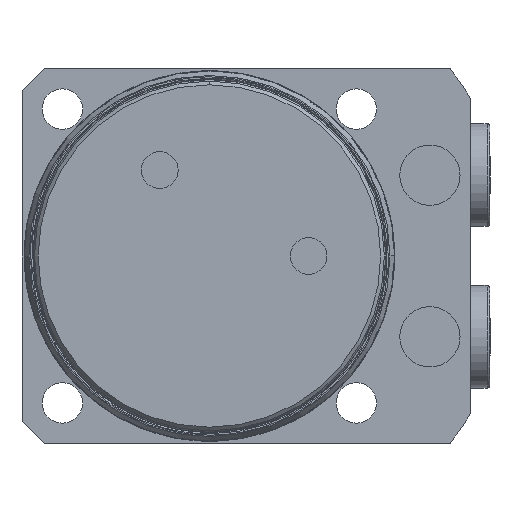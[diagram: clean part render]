
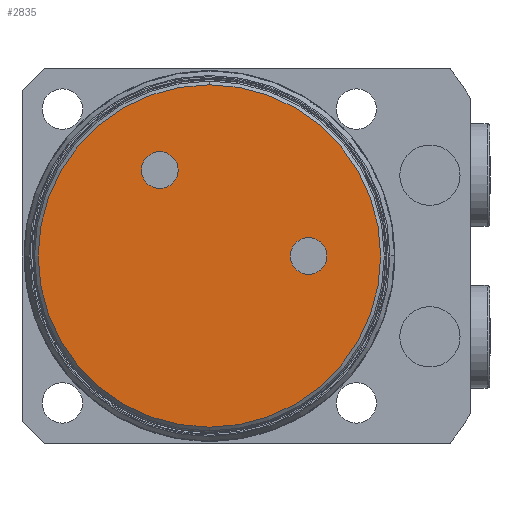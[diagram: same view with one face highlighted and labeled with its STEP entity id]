
A CAD part, front view. The second image highlights one B-rep face of the part: STEP entity #2835.
In plain terms, the highlighted planar face has unit normal (0, -1, 0).
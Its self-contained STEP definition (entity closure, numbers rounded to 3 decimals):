
#477 = AXIS2_PLACEMENT_3D ( 'NONE', #9318, #9319, #9320 ) ;
#478 = AXIS2_PLACEMENT_3D ( 'NONE', #9322, #9323, #9324 ) ;
#500 = AXIS2_PLACEMENT_3D ( 'NONE', #9315, #9316, #9317 ) ;
#2114 = VERTEX_POINT ( 'NONE', #4681 ) ;
#2151 = VERTEX_POINT ( 'NONE', #4637 ) ;
#2152 = VERTEX_POINT ( 'NONE', #4636 ) ;
#2233 = VERTEX_POINT ( 'NONE', #4542 ) ;
#2294 = VERTEX_POINT ( 'NONE', #7294 ) ;
#2295 = VERTEX_POINT ( 'NONE', #7293 ) ;
#2439 = EDGE_LOOP ( 'NONE', ( #9952, #9953 ) ) ;
#2441 = EDGE_LOOP ( 'NONE', ( #9950, #9951 ) ) ;
#2447 = EDGE_LOOP ( 'NONE', ( #9954, #9955 ) ) ;
#2835 = ADVANCED_FACE ( 'NONE', ( #8597, #8593, #8591 ), #6238, .F. ) ;
#3596 = CIRCLE ( 'NONE', #8697, 2.5 ) ;
#3987 = CIRCLE ( 'NONE', #478, 23.3 ) ;
#3988 = CIRCLE ( 'NONE', #477, 2.5 ) ;
#3989 = CIRCLE ( 'NONE', #500, 2.5 ) ;
#4432 = DIRECTION ( 'NONE',  ( 0., 0., -1. ) ) ;
#4433 = DIRECTION ( 'NONE',  ( 0., -1., 0. ) ) ;
#4434 = CARTESIAN_POINT ( 'NONE',  ( 13.5, 0., 0. ) ) ;
#4501 = EDGE_CURVE ( 'NONE', #2114, #2233, #8568, .T. ) ;
#4523 = EDGE_CURVE ( 'NONE', #2294, #2295, #8556, .T. ) ;
#4542 = CARTESIAN_POINT ( 'NONE',  ( 13.5, 0., -2.5 ) ) ;
#4636 = CARTESIAN_POINT ( 'NONE',  ( -6.75, 0., 14.191 ) ) ;
#4637 = CARTESIAN_POINT ( 'NONE',  ( -6.75, 0., 9.191 ) ) ;
#4681 = CARTESIAN_POINT ( 'NONE',  ( 13.5, 0., 2.5 ) ) ;
#5726 = CARTESIAN_POINT ( 'NONE',  ( -6.75, 0., 11.691 ) ) ;
#5727 = DIRECTION ( 'NONE',  ( 0., -1., 0. ) ) ;
#5728 = DIRECTION ( 'NONE',  ( 0., 0., -1. ) ) ;
#6016 = AXIS2_PLACEMENT_3D ( 'NONE', #4434, #4433, #4432 ) ;
#6025 = AXIS2_PLACEMENT_3D ( 'NONE', #11408, #11407, #11406 ) ;
#6159 = DIRECTION ( 'NONE',  ( 0., 0., 1. ) ) ;
#6238 = PLANE ( 'NONE',  #7571 ) ;
#6257 = CARTESIAN_POINT ( 'NONE',  ( 0., 0., 0. ) ) ;
#6259 = DIRECTION ( 'NONE',  ( 0., 1., 0. ) ) ;
#7293 = CARTESIAN_POINT ( 'NONE',  ( 0., 0., -23.3 ) ) ;
#7294 = CARTESIAN_POINT ( 'NONE',  ( 0., 0., 23.3 ) ) ;
#7571 = AXIS2_PLACEMENT_3D ( 'NONE', #6257, #6259, #6159 ) ;
#8098 = EDGE_CURVE ( 'NONE', #2151, #2152, #3989, .T. ) ;
#8099 = EDGE_CURVE ( 'NONE', #2233, #2114, #3988, .T. ) ;
#8100 = EDGE_CURVE ( 'NONE', #2295, #2294, #3987, .T. ) ;
#8556 = CIRCLE ( 'NONE', #6025, 23.3 ) ;
#8568 = CIRCLE ( 'NONE', #6016, 2.5 ) ;
#8591 = FACE_BOUND ( 'NONE', #2447, .T. ) ;
#8593 = FACE_BOUND ( 'NONE', #2439, .T. ) ;
#8597 = FACE_OUTER_BOUND ( 'NONE', #2441, .T. ) ;
#8697 = AXIS2_PLACEMENT_3D ( 'NONE', #5726, #5727, #5728 ) ;
#8787 = EDGE_CURVE ( 'NONE', #2152, #2151, #3596, .T. ) ;
#9315 = CARTESIAN_POINT ( 'NONE',  ( -6.75, 0., 11.691 ) ) ;
#9316 = DIRECTION ( 'NONE',  ( 0., -1., 0. ) ) ;
#9317 = DIRECTION ( 'NONE',  ( 0., 0., -1. ) ) ;
#9318 = CARTESIAN_POINT ( 'NONE',  ( 13.5, 0., 0. ) ) ;
#9319 = DIRECTION ( 'NONE',  ( 0., -1., 0. ) ) ;
#9320 = DIRECTION ( 'NONE',  ( 0., 0., -1. ) ) ;
#9322 = CARTESIAN_POINT ( 'NONE',  ( 0., 0., 0. ) ) ;
#9323 = DIRECTION ( 'NONE',  ( 0., 1., 0. ) ) ;
#9324 = DIRECTION ( 'NONE',  ( 0., 0., 1. ) ) ;
#9950 = ORIENTED_EDGE ( 'NONE', *, *, #4523, .F. ) ;
#9951 = ORIENTED_EDGE ( 'NONE', *, *, #8100, .F. ) ;
#9952 = ORIENTED_EDGE ( 'NONE', *, *, #8099, .F. ) ;
#9953 = ORIENTED_EDGE ( 'NONE', *, *, #4501, .F. ) ;
#9954 = ORIENTED_EDGE ( 'NONE', *, *, #8098, .F. ) ;
#9955 = ORIENTED_EDGE ( 'NONE', *, *, #8787, .F. ) ;
#11406 = DIRECTION ( 'NONE',  ( 0., 0., 1. ) ) ;
#11407 = DIRECTION ( 'NONE',  ( 0., 1., 0. ) ) ;
#11408 = CARTESIAN_POINT ( 'NONE',  ( 0., 0., 0. ) ) ;
